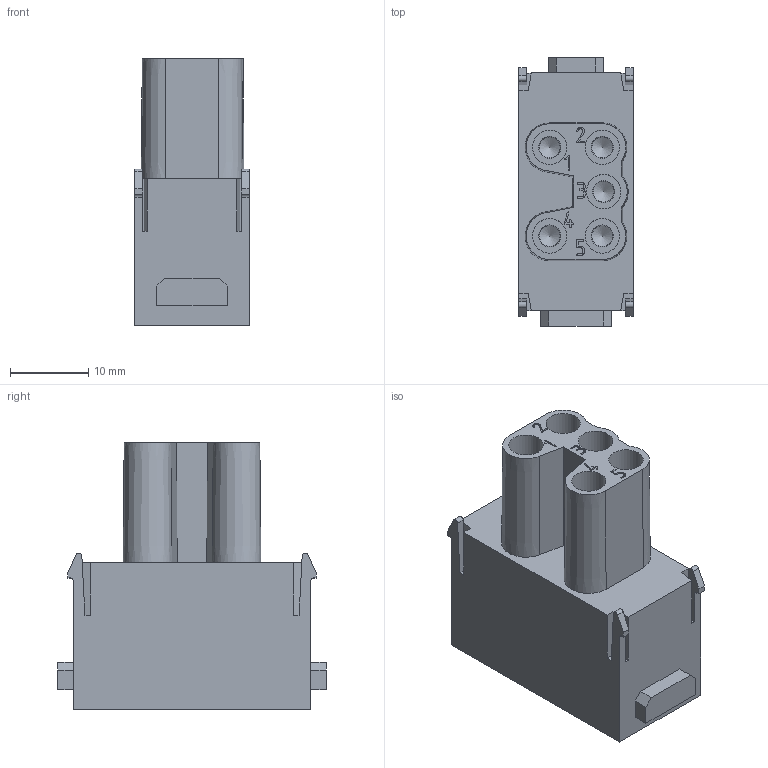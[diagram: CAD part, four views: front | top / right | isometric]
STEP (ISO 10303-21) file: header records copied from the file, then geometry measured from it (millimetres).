
FILE_DESCRIPTION(/* description */ (''),/* implementation_level */ '2;1');
FILE_NAME(/* name */ '100097133ugm000_c.stp',/* time_stamp */ '2019-05-08T12:36:16+02:00',/* author */ (''),/* organization */ (''),/* preprocessor_version */ 'ST-DEVELOPER v16.7',/* originating_system */ 'SIEMENS PLM Software NX 12.0',/* authorisation */ '');
FILE_SCHEMA (('AUTOMOTIVE_DESIGN { 1 0 10303 214 3 1 1 1 }'));
Length unit declared in the file: millimetre
Products named in the file (1): 100097133ugm000_c
Bounding box: 14.6 x 34.2 x 34 mm (x, y, z)
Volume: 9284.1 mm3; surface area: 5825.9 mm2
Topology: 1 solids, 1 shells, 512 faces, 1672 edges, 1502 vertices
Faces by surface type: plane 313, extrusion 136, cylinder 38, cone 20, bspline 5
Full cylindrical faces by diameter (mm): 0.683 x1, 0.807 x1, 2.8 x5, 3.05 x5, 4.4 x5, 5 x5
Entity records: 22607 total; most frequent: CARTESIAN_POINT 4979, ORIENTED_EDGE 2640, DIRECTION 2162, EDGE_CURVE 1320, VECTOR 1204, LINE 1068, VERTEX_POINT 905, PRESENTATION_STYLE_ASSIGNMENT 807
